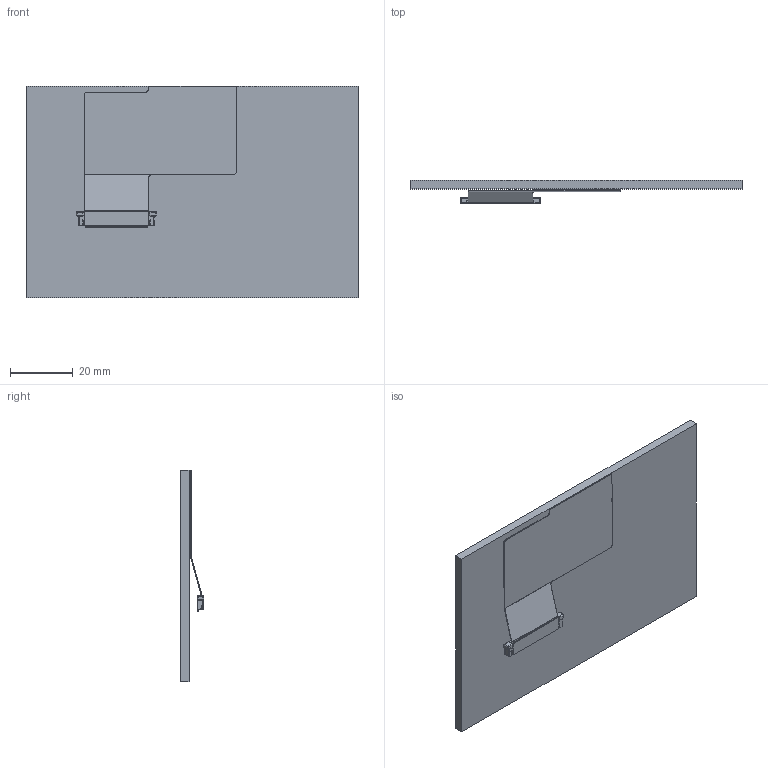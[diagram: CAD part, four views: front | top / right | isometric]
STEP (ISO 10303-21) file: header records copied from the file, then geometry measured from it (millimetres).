
FILE_DESCRIPTION(/* description */ (''),/* implementation_level */ '2;1');
FILE_NAME(/* name */ 'LCD_East-Rising_ER-TFT043-7_with_TE-4-1734839-0.step',/* time_stamp */ '2019-10-24T19:13:27+01:00',/* author */ (''),/* organization */ (''),/* preprocessor_version */ 'ST-DEVELOPER v18',/* originating_system */ 'Autodesk Translation Framework v8.6.0.1094',/* authorisation */ '');
FILE_SCHEMA (('AUTOMOTIVE_DESIGN { 1 0 10303 214 3 1 1 }'));
Length unit declared in the file: millimetre
Products named in the file (2): LCD_East-Rising_ER-TFT043-7; FFC_TE_4-1734839-0_40x0.5mm_FFC_RA
Assembly tree (1 placements, depth 2):
  LCD_East-Rising_ER-TFT043-7
    FFC_TE_4-1734839-0_40x0.5mm_FFC_RA
Bounding box: 105.5 x 7.44 x 67.2 mm (x, y, z)
Volume: 20529 mm3; surface area: 30335.8 mm2
Topology: 46 solids, 46 shells, 933 faces, 2374 edges, 1564 vertices
Faces by surface type: plane 849, cylinder 76, sphere 8
Entity records: 27732 total; most frequent: CARTESIAN_POINT 4874, ORIENTED_EDGE 4748, DIRECTION 4400, EDGE_CURVE 2374, LINE 2220, VECTOR 2220, VERTEX_POINT 1564, AXIS2_PLACEMENT_3D 1090
